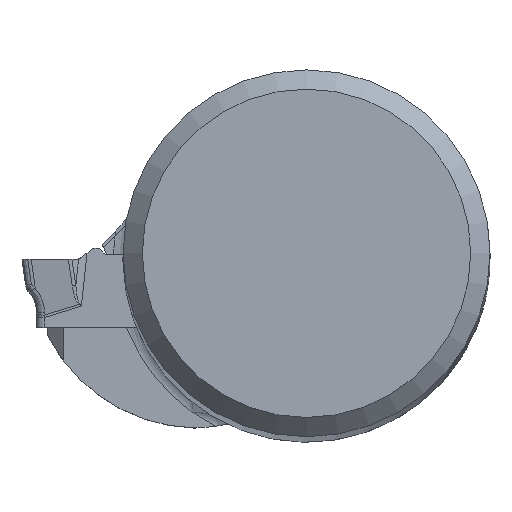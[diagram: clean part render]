
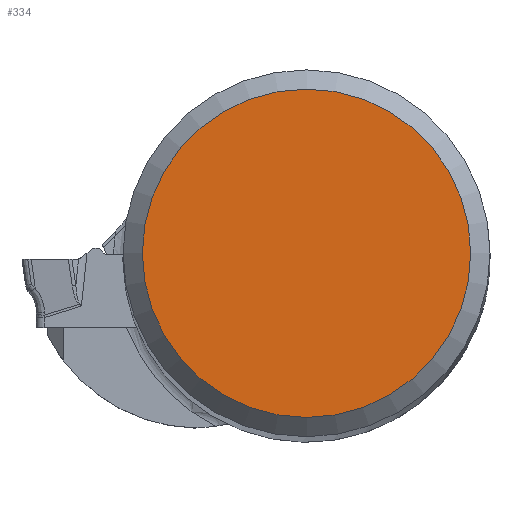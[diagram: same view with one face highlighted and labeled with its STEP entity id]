
A CAD part, top view. The second image highlights one B-rep face of the part: STEP entity #334.
In plain terms, the highlighted planar face has unit normal (0, 0, 1).
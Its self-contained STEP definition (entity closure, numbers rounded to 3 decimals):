
#199=FACE_OUTER_BOUND('',#1017,.T.);
#334=ADVANCED_FACE('TB_BL_N5_SU8',(#199),#461,.F.);
#461=PLANE('',#2591);
#1017=EDGE_LOOP('',(#1249));
#1249=ORIENTED_EDGE('',*,*,#2146,.T.);
#1901=VERTEX_POINT('',#3713);
#2146=EDGE_CURVE('',#1901,#1901,#2438,.T.);
#2438=CIRCLE('',#2589,8.51);
#2589=AXIS2_PLACEMENT_3D('',#3712,#2900,#2901);
#2591=AXIS2_PLACEMENT_3D('',#3715,#2904,#2905);
#2900=DIRECTION('',(0.,0.,1.));
#2901=DIRECTION('',(1.,0.,0.));
#2904=DIRECTION('',(0.,0.,-1.));
#2905=DIRECTION('',(-1.,0.,0.));
#3712=CARTESIAN_POINT('',(0.,0.,0.));
#3713=CARTESIAN_POINT('',(8.51,0.,0.));
#3715=CARTESIAN_POINT('',(8.51,0.,0.));
